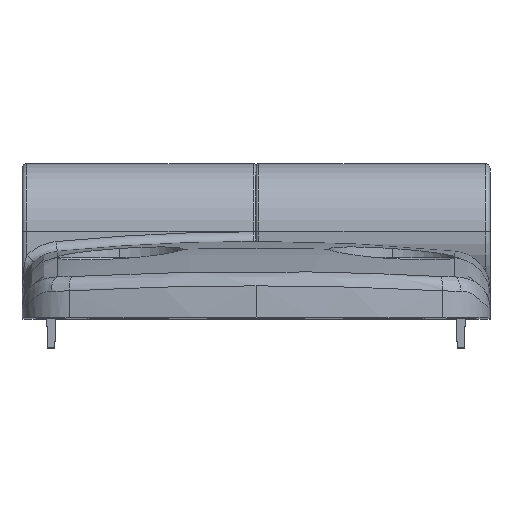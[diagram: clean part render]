
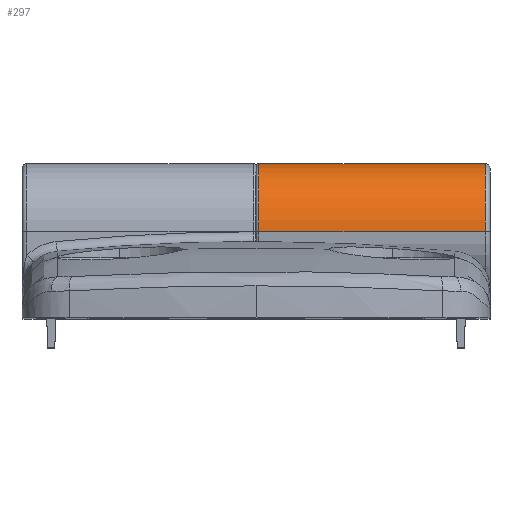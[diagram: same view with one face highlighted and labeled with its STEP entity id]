
A CAD part, top view. The second image highlights one B-rep face of the part: STEP entity #297.
In plain terms, the highlighted cylindrical face has radius 7 mm (diameter 14 mm), a partial arc.
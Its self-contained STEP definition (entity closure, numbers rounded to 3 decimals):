
#297=ADVANCED_FACE('NONE',(#787),#788,.T.);
#787=FACE_OUTER_BOUND('',#1501,.T.);
#788=CYLINDRICAL_SURFACE('',#1502,7.0);
#1501=EDGE_LOOP('',(#3539,#3540,#3541,#3542));
#1502=AXIS2_PLACEMENT_3D('',#3543,#3544,#3545);
#3539=ORIENTED_EDGE('',*,*,#5306,.F.);
#3540=ORIENTED_EDGE('',*,*,#5343,.T.);
#3541=ORIENTED_EDGE('',*,*,#5339,.T.);
#3542=ORIENTED_EDGE('',*,*,#5344,.T.);
#3543=CARTESIAN_POINT('',(-73.456,-5.614,19.771));
#3544=DIRECTION('',(1.0,0.0,-0.0));
#3545=DIRECTION('',(0.0,0.0,1.0));
#5306=EDGE_CURVE('NONE',#6090,#6069,#6105,.T.);
#5339=EDGE_CURVE('NONE',#6164,#6162,#6165,.T.);
#5343=EDGE_CURVE('NONE',#6090,#6164,#6170,.T.);
#5344=EDGE_CURVE('NONE',#6162,#6069,#6171,.T.);
#6069=VERTEX_POINT('NONE',#7304);
#6090=VERTEX_POINT('NONE',#7327);
#6105=LINE('',#7349,#7350);
#6162=VERTEX_POINT('NONE',#7442);
#6164=VERTEX_POINT('NONE',#7445);
#6165=LINE('',#7446,#7447);
#6170=CIRCLE('',#7458,7.0);
#6171=CIRCLE('',#7459,7.0);
#7304=CARTESIAN_POINT('',(-97.156,-5.614,26.771));
#7327=CARTESIAN_POINT('',(-73.956,-5.614,26.771));
#7349=CARTESIAN_POINT('',(-73.456,-5.614,26.771));
#7350=VECTOR('',#10137,1000.0);
#7442=CARTESIAN_POINT('',(-97.156,-5.614,12.771));
#7445=CARTESIAN_POINT('',(-73.956,-5.614,12.771));
#7446=CARTESIAN_POINT('',(-73.456,-5.614,12.771));
#7447=VECTOR('',#10172,1000.0);
#7458=AXIS2_PLACEMENT_3D('',#10174,#10175,#10176);
#7459=AXIS2_PLACEMENT_3D('',#10177,#10178,#10179);
#10137=DIRECTION('',(-1.0,-0.0,-0.0));
#10172=DIRECTION('',(-1.0,-0.0,-0.0));
#10174=CARTESIAN_POINT('',(-73.956,-5.614,19.771));
#10175=DIRECTION('',(-1.0,0.0,0.0));
#10176=DIRECTION('',(0.0,0.0,1.0));
#10177=CARTESIAN_POINT('',(-97.156,-5.614,19.771));
#10178=DIRECTION('',(1.0,0.0,-0.0));
#10179=DIRECTION('',(0.0,0.0,1.0));
